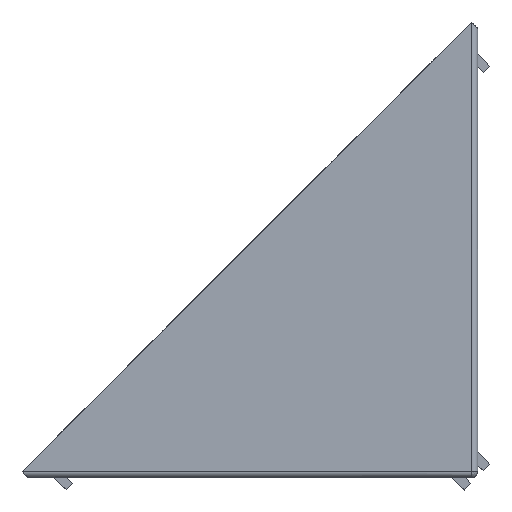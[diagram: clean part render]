
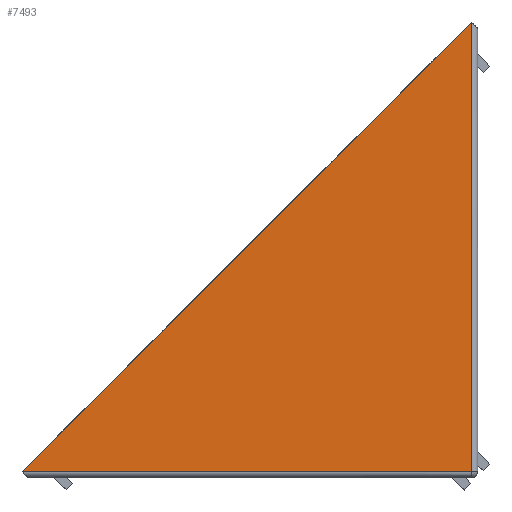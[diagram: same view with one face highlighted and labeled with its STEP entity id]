
A CAD part, top view. The second image highlights one B-rep face of the part: STEP entity #7493.
In plain terms, the highlighted planar face has unit normal (0, 0, 1).
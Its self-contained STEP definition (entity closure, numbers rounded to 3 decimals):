
#306 = DIRECTION ( 'NONE',  ( -1., 0., 0. ) ) ;
#444 = EDGE_CURVE ( 'NONE', #691, #10003, #4560, .T. ) ;
#691 = VERTEX_POINT ( 'NONE', #1529 ) ;
#908 = CARTESIAN_POINT ( 'NONE',  ( -1., -73.953, 38. ) ) ;
#1529 = CARTESIAN_POINT ( 'NONE',  ( -76., -73.907, 38. ) ) ;
#1781 = DIRECTION ( 'NONE',  ( 0., 0., -1. ) ) ;
#1985 = ORIENTED_EDGE ( 'NONE', *, *, #7579, .T. ) ;
#2063 = VERTEX_POINT ( 'NONE', #2088 ) ;
#2088 = CARTESIAN_POINT ( 'NONE',  ( -1., -73.953, 38. ) ) ;
#2798 = DIRECTION ( 'NONE',  ( -0.707, -0.707, 0. ) ) ;
#3025 = LINE ( 'NONE', #7321, #9741 ) ;
#3142 = VECTOR ( 'NONE', #2798, 1000. ) ;
#3731 = DIRECTION ( 'NONE',  ( 0.707, -0.707, 0. ) ) ;
#3882 = DIRECTION ( 'NONE',  ( 0., -1., 0. ) ) ;
#3930 = ORIENTED_EDGE ( 'NONE', *, *, #9784, .F. ) ;
#4167 = CARTESIAN_POINT ( 'NONE',  ( -75.953, -73.953, 38. ) ) ;
#4229 = FACE_OUTER_BOUND ( 'NONE', #4492, .T. ) ;
#4466 = EDGE_CURVE ( 'NONE', #9238, #4601, #8208, .T. ) ;
#4492 = EDGE_LOOP ( 'NONE', ( #8654, #7691, #1985, #9016, #3930 ) ) ;
#4560 = LINE ( 'NONE', #9877, #11279 ) ;
#4601 = VERTEX_POINT ( 'NONE', #6211 ) ;
#4999 = VECTOR ( 'NONE', #3882, 1000. ) ;
#5337 = VECTOR ( 'NONE', #6795, 1000. ) ;
#5467 = LINE ( 'NONE', #8941, #3142 ) ;
#5858 = CARTESIAN_POINT ( 'NONE',  ( -1.047, 1.047, 38. ) ) ;
#6211 = CARTESIAN_POINT ( 'NONE',  ( -1., 1., 38. ) ) ;
#6389 = EDGE_CURVE ( 'NONE', #4601, #2063, #9920, .T. ) ;
#6795 = DIRECTION ( 'NONE',  ( 0.707, -0.707, 0. ) ) ;
#7058 = PLANE ( 'NONE',  #10036 ) ;
#7321 = CARTESIAN_POINT ( 'NONE',  ( -38.5, -73.953, 38. ) ) ;
#7493 = ADVANCED_FACE ( 'NONE', ( #4229 ), #7058, .F. ) ;
#7579 = EDGE_CURVE ( 'NONE', #9238, #691, #5467, .T. ) ;
#7691 = ORIENTED_EDGE ( 'NONE', *, *, #4466, .F. ) ;
#7935 = DIRECTION ( 'NONE',  ( -1., 0., 0. ) ) ;
#8208 = LINE ( 'NONE', #10286, #5337 ) ;
#8264 = CARTESIAN_POINT ( 'NONE',  ( -1., -36.453, 38. ) ) ;
#8654 = ORIENTED_EDGE ( 'NONE', *, *, #6389, .F. ) ;
#8941 = CARTESIAN_POINT ( 'NONE',  ( -38.523, -36.43, 38. ) ) ;
#9016 = ORIENTED_EDGE ( 'NONE', *, *, #444, .T. ) ;
#9238 = VERTEX_POINT ( 'NONE', #5858 ) ;
#9741 = VECTOR ( 'NONE', #306, 1000. ) ;
#9784 = EDGE_CURVE ( 'NONE', #2063, #10003, #3025, .T. ) ;
#9877 = CARTESIAN_POINT ( 'NONE',  ( -75.477, -74.43, 38. ) ) ;
#9920 = LINE ( 'NONE', #8264, #4999 ) ;
#10003 = VERTEX_POINT ( 'NONE', #4167 ) ;
#10036 = AXIS2_PLACEMENT_3D ( 'NONE', #908, #1781, #7935 ) ;
#10286 = CARTESIAN_POINT ( 'NONE',  ( -1.047, 1.047, 38. ) ) ;
#11279 = VECTOR ( 'NONE', #3731, 1000. ) ;
